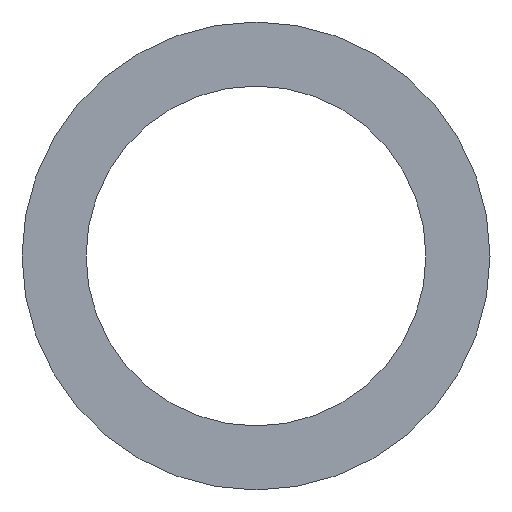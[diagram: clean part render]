
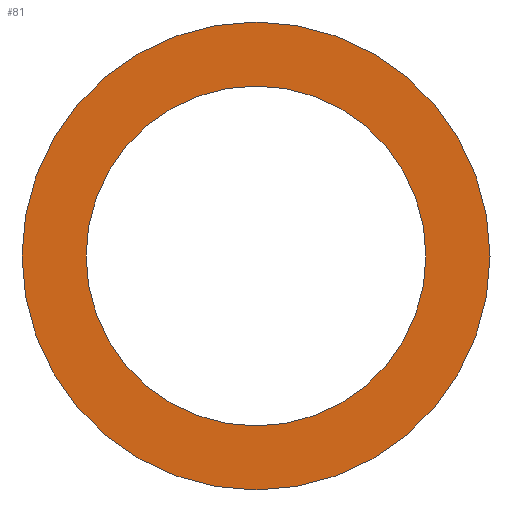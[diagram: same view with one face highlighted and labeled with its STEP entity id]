
A CAD part, left-side view. The second image highlights one B-rep face of the part: STEP entity #81.
In plain terms, the highlighted planar face has unit normal (-1, 0, 0).
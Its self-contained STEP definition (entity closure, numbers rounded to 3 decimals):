
#51 = EDGE_CURVE( '', #101, #87, #121, .T. );
#53 = EDGE_CURVE( '', #87, #101, #123, .T. );
#81 = ADVANCED_FACE( '', ( #155, #156 ), #157, .F. );
#87 = VERTEX_POINT( '', #164 );
#91 = EDGE_CURVE( '', #103, #93, #168, .T. );
#93 = VERTEX_POINT( '', #170 );
#99 = EDGE_CURVE( '', #93, #103, #177, .T. );
#101 = VERTEX_POINT( '', #179 );
#103 = VERTEX_POINT( '', #181 );
#121 = CIRCLE( '', #190, 157.5 );
#123 = CIRCLE( '', #193, 157.5 );
#155 = FACE_OUTER_BOUND( '', #233, .T. );
#156 = FACE_BOUND( '', #234, .T. );
#157 = PLANE( '', #235 );
#164 = CARTESIAN_POINT( '', ( 0., 0., 157.5 ) );
#168 = CIRCLE( '', #250, 114.4 );
#170 = CARTESIAN_POINT( '', ( 0., 0., -114.4 ) );
#177 = CIRCLE( '', #260, 114.4 );
#179 = CARTESIAN_POINT( '', ( 0., 0., -157.5 ) );
#181 = CARTESIAN_POINT( '', ( 0., 0., 114.4 ) );
#190 = AXIS2_PLACEMENT_3D( '', #266, #267, #268 );
#193 = AXIS2_PLACEMENT_3D( '', #269, #270, #271 );
#233 = EDGE_LOOP( '', ( #310, #311 ) );
#234 = EDGE_LOOP( '', ( #312, #313 ) );
#235 = AXIS2_PLACEMENT_3D( '', #314, #315, #316 );
#250 = AXIS2_PLACEMENT_3D( '', #329, #330, #331 );
#260 = AXIS2_PLACEMENT_3D( '', #340, #341, #342 );
#266 = CARTESIAN_POINT( '', ( 0., 0., 0. ) );
#267 = DIRECTION( '', ( 1., 0., 0. ) );
#268 = DIRECTION( '', ( 0., 0., -1. ) );
#269 = CARTESIAN_POINT( '', ( 0., 0., 0. ) );
#270 = DIRECTION( '', ( 1., 0., 0. ) );
#271 = DIRECTION( '', ( 0., 0., -1. ) );
#310 = ORIENTED_EDGE( '', *, *, #51, .F. );
#311 = ORIENTED_EDGE( '', *, *, #53, .F. );
#312 = ORIENTED_EDGE( '', *, *, #99, .T. );
#313 = ORIENTED_EDGE( '', *, *, #91, .T. );
#314 = CARTESIAN_POINT( '', ( 0., 0., 0. ) );
#315 = DIRECTION( '', ( 1., 0., 0. ) );
#316 = DIRECTION( '', ( 0., 0., -1. ) );
#329 = CARTESIAN_POINT( '', ( 0., 0., 0. ) );
#330 = DIRECTION( '', ( 1., 0., 0. ) );
#331 = DIRECTION( '', ( 0., 0., -1. ) );
#340 = CARTESIAN_POINT( '', ( 0., 0., 0. ) );
#341 = DIRECTION( '', ( 1., 0., 0. ) );
#342 = DIRECTION( '', ( 0., 0., -1. ) );
